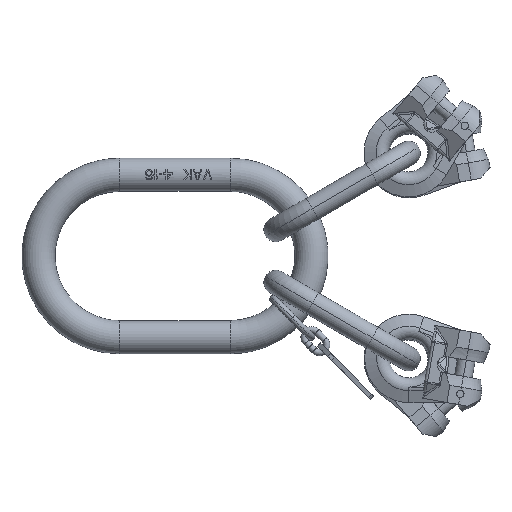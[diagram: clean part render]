
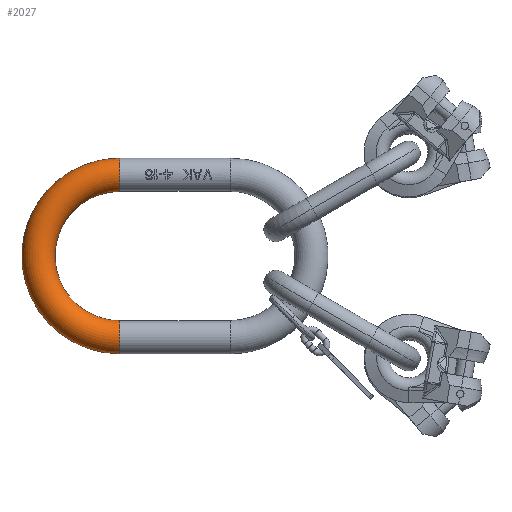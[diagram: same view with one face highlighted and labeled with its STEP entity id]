
A CAD part, top view. The second image highlights one B-rep face of the part: STEP entity #2027.
In plain terms, the highlighted toroidal (fillet/blend) face has major radius 88 mm and minor radius 18 mm.
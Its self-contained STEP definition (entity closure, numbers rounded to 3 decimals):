
#1=CARTESIAN_POINT('',(-120.,88.,0.));
#2=DIRECTION('',(-1.,0.,0.));
#3=DIRECTION('',(0.,-1.,0.));
#4=AXIS2_PLACEMENT_3D('',#1,#2,#3);
#429=CARTESIAN_POINT('',(-120.,-88.,0.));
#430=DIRECTION('',(1.,0.,0.));
#431=DIRECTION('',(0.,1.,0.));
#432=AXIS2_PLACEMENT_3D('',#429,#430,#431);
#434=CARTESIAN_POINT('',(-120.,-106.,0.));
#435=CARTESIAN_POINT('',(-125.842,-106.,0.));
#436=CARTESIAN_POINT('',(-137.527,-105.032,
0.));
#437=CARTESIAN_POINT('',(-154.575,-100.714,
0.));
#438=CARTESIAN_POINT('',(-170.681,-93.65,
0.));
#439=CARTESIAN_POINT('',(-185.404,-84.031,
0.));
#440=CARTESIAN_POINT('',(-198.343,-72.12,
0.));
#441=CARTESIAN_POINT('',(-209.145,-58.241,
0.));
#442=CARTESIAN_POINT('',(-217.515,-42.774,
0.));
#443=CARTESIAN_POINT('',(-223.226,-26.14,
0.));
#444=CARTESIAN_POINT('',(-226.12,-8.793,
0.));
#445=CARTESIAN_POINT('',(-226.12,8.793,
0.));
#446=CARTESIAN_POINT('',(-223.226,26.14,
0.));
#447=CARTESIAN_POINT('',(-217.515,42.774,
0.));
#448=CARTESIAN_POINT('',(-209.145,58.241,
0.));
#449=CARTESIAN_POINT('',(-198.343,72.12,
0.));
#450=CARTESIAN_POINT('',(-185.404,84.031,
0.));
#451=CARTESIAN_POINT('',(-170.681,93.65,
0.));
#452=CARTESIAN_POINT('',(-154.575,100.714,
0.));
#453=CARTESIAN_POINT('',(-137.527,105.032,
0.));
#454=CARTESIAN_POINT('',(-125.842,106.,0.));
#455=CARTESIAN_POINT('',(-120.,106.,0.));
#457=CARTESIAN_POINT('',(-120.,70.,0.));
#458=CARTESIAN_POINT('',(-124.312,70.,0.));
#459=CARTESIAN_POINT('',(-132.936,69.201,
0.));
#460=CARTESIAN_POINT('',(-145.431,65.646,
0.));
#461=CARTESIAN_POINT('',(-157.061,59.855,
0.));
#462=CARTESIAN_POINT('',(-167.428,52.026,
0.));
#463=CARTESIAN_POINT('',(-176.18,42.425,0.));
#464=CARTESIAN_POINT('',(-183.019,31.38,0.));
#465=CARTESIAN_POINT('',(-187.712,19.266,0.));
#466=CARTESIAN_POINT('',(-190.099,6.496,0.));
#467=CARTESIAN_POINT('',(-190.099,-6.496,0.));
#468=CARTESIAN_POINT('',(-187.712,-19.266,0.));
#469=CARTESIAN_POINT('',(-183.019,-31.38,0.));
#470=CARTESIAN_POINT('',(-176.18,-42.425,0.));
#471=CARTESIAN_POINT('',(-167.428,-52.026,
0.));
#472=CARTESIAN_POINT('',(-157.061,-59.855,
0.));
#473=CARTESIAN_POINT('',(-145.431,-65.646,
0.));
#474=CARTESIAN_POINT('',(-132.936,-69.201,
0.));
#475=CARTESIAN_POINT('',(-124.312,-70.,0.));
#476=CARTESIAN_POINT('',(-120.,-70.,0.));
#1565=VERTEX_POINT('',#434);
#1566=VERTEX_POINT('',#455);
#1567=VERTEX_POINT('',#457);
#1568=VERTEX_POINT('',#476);
#2013=CARTESIAN_POINT('',(-120.,0.,0.));
#2014=DIRECTION('',(0.,0.,-1.));
#2015=DIRECTION('',(0.,1.,0.));
#2016=AXIS2_PLACEMENT_3D('',#2013,#2014,#2015);
#2017=TOROIDAL_SURFACE('',#2016,88.,18.);
#2019=ORIENTED_EDGE('',*,*,#2018,.T.);
#2021=ORIENTED_EDGE('',*,*,#2020,.T.);
#2022=ORIENTED_EDGE('',*,*,#1811,.F.);
#2024=ORIENTED_EDGE('',*,*,#2023,.T.);
#2025=EDGE_LOOP('',(#2019,#2021,#2022,#2024));
#2026=FACE_OUTER_BOUND('',#2025,.F.);
#2027=ADVANCED_FACE('',(#2026),#2017,.T.);
#5=CIRCLE('',#4,18.);
#433=CIRCLE('',#432,18.);
#456=B_SPLINE_CURVE_WITH_KNOTS('',3,(#434,#435,#436,#437,#438,#439,#440,#441,
#442,#443,#444,#445,#446,#447,#448,#449,#450,#451,#452,#453,#454,#455),
.UNSPECIFIED.,.F.,.F.,(4,1,1,1,1,1,1,1,1,1,1,1,1,1,1,1,1,1,1,4),(0.,
0.053,0.105,0.158,0.211,
0.263,0.316,0.368,0.421,
0.474,0.526,0.579,0.632,
0.684,0.737,0.789,0.842,
0.895,0.947,1.),.UNSPECIFIED.);
#477=B_SPLINE_CURVE_WITH_KNOTS('',3,(#457,#458,#459,#460,#461,#462,#463,#464,
#465,#466,#467,#468,#469,#470,#471,#472,#473,#474,#475,#476),.UNSPECIFIED.,.F.,
.F.,(4,1,1,1,1,1,1,1,1,1,1,1,1,1,1,1,1,4),(0.,0.059,
0.118,0.176,0.235,0.294,
0.353,0.412,0.471,0.529,
0.588,0.647,0.706,0.765,
0.824,0.882,0.941,1.),.UNSPECIFIED.);
#1811=EDGE_CURVE('',#1567,#1566,#5,.T.);
#2018=EDGE_CURVE('',#1568,#1565,#433,.T.);
#2020=EDGE_CURVE('',#1565,#1566,#456,.T.);
#2023=EDGE_CURVE('',#1567,#1568,#477,.T.);
